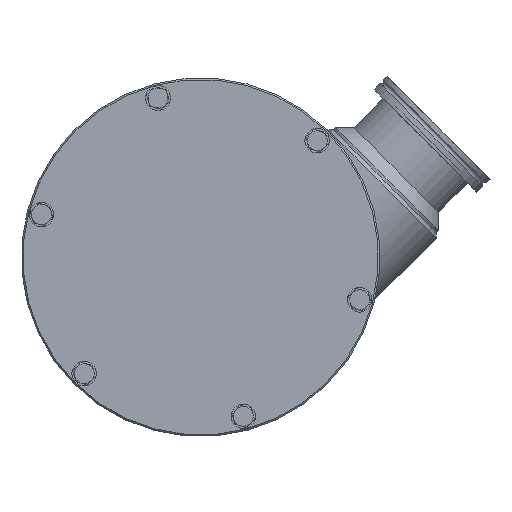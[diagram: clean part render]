
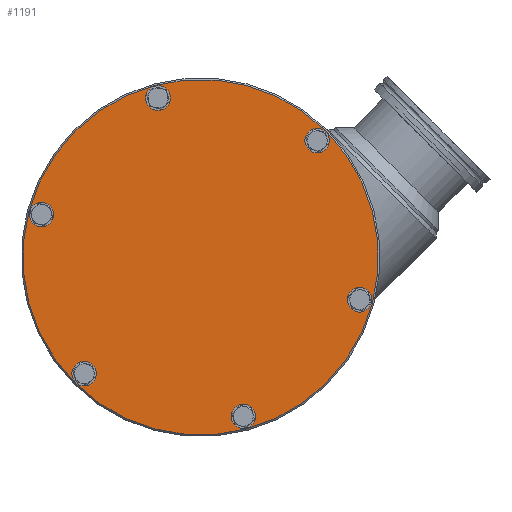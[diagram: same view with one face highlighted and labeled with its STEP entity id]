
A CAD part, front view. The second image highlights one B-rep face of the part: STEP entity #1191.
In plain terms, the highlighted planar face has unit normal (0, -1, 0).
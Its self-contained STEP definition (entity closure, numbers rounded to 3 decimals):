
#1109=CARTESIAN_POINT('',(56.507,-120.5,-15.141));
#1110=DIRECTION('',(0.0,-1.0,0.0));
#1111=DIRECTION('',(0.259,0.0,0.966));
#1112=AXIS2_PLACEMENT_3D('',#1109,#1110,#1111);
#1113=PLANE('',#1112);
#1114=CARTESIAN_POINT('',(112.047,-120.5,-30.023));
#1115=VERTEX_POINT('',#1114);
#1116=CARTESIAN_POINT('',(0.,-120.5,0.));
#1117=DIRECTION('',(0.,1.,0.));
#1118=DIRECTION('',(-0.966,0.,0.259));
#1119=AXIS2_PLACEMENT_3D('',#1116,#1117,#1118);
#1120=CIRCLE('',#1119,116.);
#1121=EDGE_CURVE('',#1115,#1115,#1120,.T.);
#1122=ORIENTED_EDGE('',*,*,#1121,.F.);
#1123=EDGE_LOOP('',(#1122));
#1124=FACE_OUTER_BOUND('',#1123,.T.);
#1125=CARTESIAN_POINT('',(70.357,-120.5,70.357));
#1126=VERTEX_POINT('',#1125);
#1127=CARTESIAN_POINT('',(76.014,-120.5,76.014));
#1128=DIRECTION('',(0.,1.0,0.));
#1129=DIRECTION('',(0.707,0.,0.707));
#1130=AXIS2_PLACEMENT_3D('',#1127,#1128,#1129);
#1131=CIRCLE('',#1130,8.0);
#1132=EDGE_CURVE('',#1126,#1126,#1131,.T.);
#1133=ORIENTED_EDGE('',*,*,#1132,.T.);
#1134=EDGE_LOOP('',(#1133));
#1135=FACE_BOUND('',#1134,.T.);
#1136=CARTESIAN_POINT('',(-33.48,-120.5,98.18));
#1137=VERTEX_POINT('',#1136);
#1138=CARTESIAN_POINT('',(-27.823,-120.5,103.837));
#1139=DIRECTION('',(0.,1.0,0.));
#1140=DIRECTION('',(0.707,0.,0.707));
#1141=AXIS2_PLACEMENT_3D('',#1138,#1139,#1140);
#1142=CIRCLE('',#1141,8.0);
#1143=EDGE_CURVE('',#1137,#1137,#1142,.T.);
#1144=ORIENTED_EDGE('',*,*,#1143,.T.);
#1145=EDGE_LOOP('',(#1144));
#1146=FACE_BOUND('',#1145,.T.);
#1147=CARTESIAN_POINT('',(-109.494,-120.5,22.166));
#1148=VERTEX_POINT('',#1147);
#1149=CARTESIAN_POINT('',(-103.837,-120.5,27.823));
#1150=DIRECTION('',(0.,1.,0.));
#1151=DIRECTION('',(0.707,0.,0.707));
#1152=AXIS2_PLACEMENT_3D('',#1149,#1150,#1151);
#1153=CIRCLE('',#1152,8.0);
#1154=EDGE_CURVE('',#1148,#1148,#1153,.T.);
#1155=ORIENTED_EDGE('',*,*,#1154,.T.);
#1156=EDGE_LOOP('',(#1155));
#1157=FACE_BOUND('',#1156,.T.);
#1158=CARTESIAN_POINT('',(-81.671,-120.5,-81.671));
#1159=VERTEX_POINT('',#1158);
#1160=CARTESIAN_POINT('',(-76.014,-120.5,-76.014));
#1161=DIRECTION('',(0.,1.0,0.));
#1162=DIRECTION('',(0.707,0.,0.707));
#1163=AXIS2_PLACEMENT_3D('',#1160,#1161,#1162);
#1164=CIRCLE('',#1163,8.);
#1165=EDGE_CURVE('',#1159,#1159,#1164,.T.);
#1166=ORIENTED_EDGE('',*,*,#1165,.T.);
#1167=EDGE_LOOP('',(#1166));
#1168=FACE_BOUND('',#1167,.T.);
#1169=CARTESIAN_POINT('',(22.166,-120.5,-109.494));
#1170=VERTEX_POINT('',#1169);
#1171=CARTESIAN_POINT('',(27.823,-120.5,-103.837));
#1172=DIRECTION('',(0.,1.0,0.));
#1173=DIRECTION('',(0.707,0.,0.707));
#1174=AXIS2_PLACEMENT_3D('',#1171,#1172,#1173);
#1175=CIRCLE('',#1174,8.);
#1176=EDGE_CURVE('',#1170,#1170,#1175,.T.);
#1177=ORIENTED_EDGE('',*,*,#1176,.T.);
#1178=EDGE_LOOP('',(#1177));
#1179=FACE_BOUND('',#1178,.T.);
#1180=CARTESIAN_POINT('',(98.18,-120.5,-33.48));
#1181=VERTEX_POINT('',#1180);
#1182=CARTESIAN_POINT('',(103.837,-120.5,-27.823));
#1183=DIRECTION('',(0.,1.,0.));
#1184=DIRECTION('',(0.707,0.,0.707));
#1185=AXIS2_PLACEMENT_3D('',#1182,#1183,#1184);
#1186=CIRCLE('',#1185,8.0);
#1187=EDGE_CURVE('',#1181,#1181,#1186,.T.);
#1188=ORIENTED_EDGE('',*,*,#1187,.T.);
#1189=EDGE_LOOP('',(#1188));
#1190=FACE_BOUND('',#1189,.T.);
#1191=ADVANCED_FACE('',(#1124,#1135,#1146,#1157,#1168,#1179,#1190),#1113,.T.);
